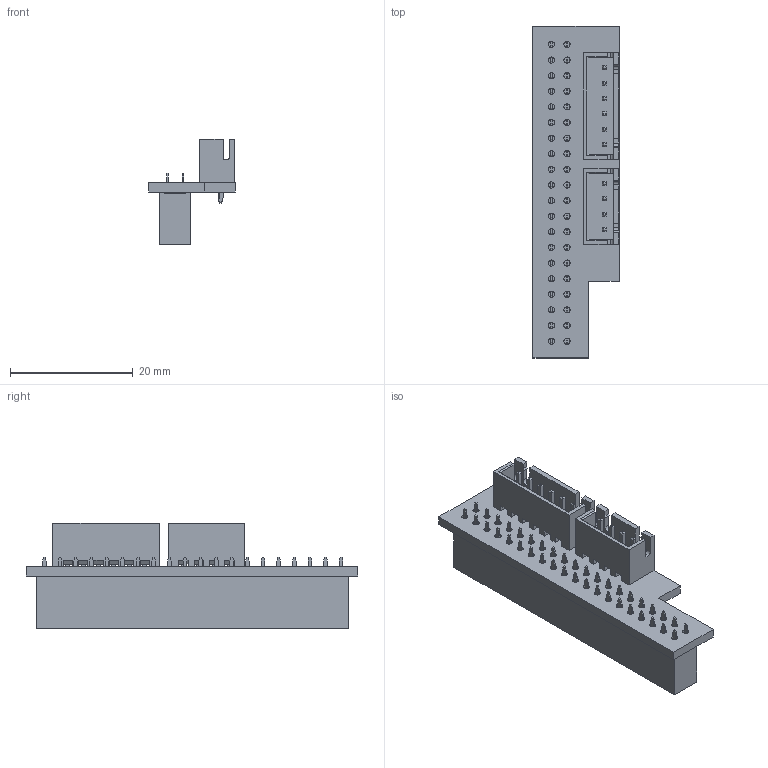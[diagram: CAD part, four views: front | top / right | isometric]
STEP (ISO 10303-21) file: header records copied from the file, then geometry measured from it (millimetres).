
FILE_DESCRIPTION(('KiCad electronic assembly'),'2;1');
FILE_NAME('04-RPi.step','2025-10-18T10:59:29',('Pcbnew'),('Kicad'), 'Open CASCADE STEP processor 7.9','KiCad to STEP converter','Unknown' );
FILE_SCHEMA(('AUTOMOTIVE_DESIGN { 1 0 10303 214 1 1 1 1 }'));
Length unit declared in the file: millimetre
Products named in the file (5): 04-RPi 1; JST_XH_B6B-XH-A_1x06_P2.50mm_Vertical; JST_XH_B4B-XH-A_1x04_P2.50mm_Vertical; PinSocket_2x20_P2.54mm_Vertical; 04-RPi_PCB
Assembly tree (4 placements, depth 2):
  04-RPi 1
    JST_XH_B6B-XH-A_1x06_P2.50mm_Vertical
    JST_XH_B4B-XH-A_1x04_P2.50mm_Vertical
    PinSocket_2x20_P2.54mm_Vertical
    04-RPi_PCB
Bounding box: 14 x 54 x 17.18 mm (x, y, z)
Volume: 3643.1 mm3; surface area: 5716.1 mm2
Topology: 4 solids, 4 shells, 1438 faces, 3762 edges, 2432 vertices
Faces by surface type: plane 1380, cylinder 58
Full cylindrical faces by diameter (mm): 0.95 x10, 1 x40
Entity records: 57970 total; most frequent: CARTESIAN_POINT 7637, ORIENTED_EDGE 7524, DIRECTION 6764, EDGE_CURVE 3762, LINE 3646, VECTOR 3646, VERTEX_POINT 2432, PRESENTATION_STYLE_ASSIGNMENT 1701
